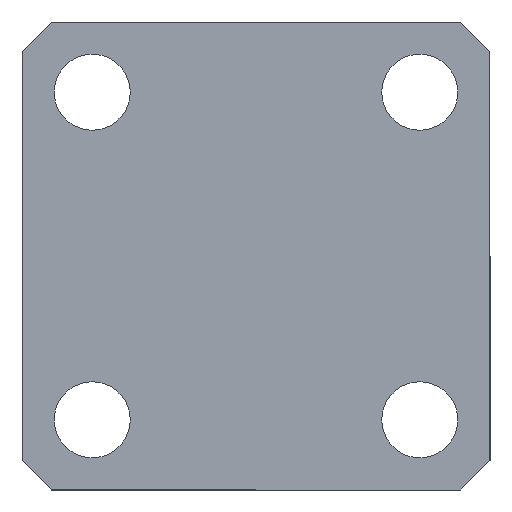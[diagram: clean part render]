
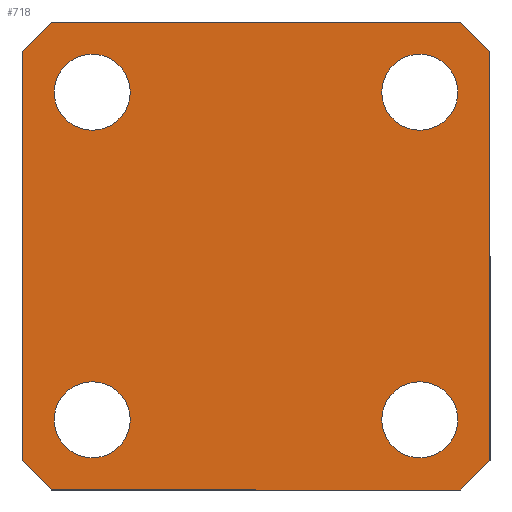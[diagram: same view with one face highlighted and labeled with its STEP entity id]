
A CAD part, front view. The second image highlights one B-rep face of the part: STEP entity #718.
In plain terms, the highlighted planar face has unit normal (0, -1, 0).
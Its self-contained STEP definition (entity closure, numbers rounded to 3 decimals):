
#9 = DIRECTION ( 'NONE',  ( 0.707, 0., -0.707 ) ) ;
#29 = FACE_BOUND ( 'NONE', #1228, .T. ) ;
#31 = CARTESIAN_POINT ( 'NONE',  ( -20., 0., -17.5 ) ) ;
#36 = VERTEX_POINT ( 'NONE', #1017 ) ;
#46 = VECTOR ( 'NONE', #1351, 1000. ) ;
#48 = ORIENTED_EDGE ( 'NONE', *, *, #649, .T. ) ;
#62 = CIRCLE ( 'NONE', #1727, 3.25 ) ;
#88 = LINE ( 'NONE', #1224, #939 ) ;
#92 = ORIENTED_EDGE ( 'NONE', *, *, #956, .F. ) ;
#105 = CARTESIAN_POINT ( 'NONE',  ( 17.5, 0., -20. ) ) ;
#110 = VERTEX_POINT ( 'NONE', #105 ) ;
#118 = CIRCLE ( 'NONE', #136, 3.25 ) ;
#121 = CARTESIAN_POINT ( 'NONE',  ( 20., 0., 17.5 ) ) ;
#122 = FACE_BOUND ( 'NONE', #1264, .T. ) ;
#136 = AXIS2_PLACEMENT_3D ( 'NONE', #1746, #879, #885 ) ;
#156 = FACE_BOUND ( 'NONE', #1404, .T. ) ;
#173 = VECTOR ( 'NONE', #9, 1000. ) ;
#178 = LINE ( 'NONE', #1416, #335 ) ;
#184 = CARTESIAN_POINT ( 'NONE',  ( -20., 0., 17.5 ) ) ;
#185 = VERTEX_POINT ( 'NONE', #1260 ) ;
#193 = DIRECTION ( 'NONE',  ( 0., 0., 1. ) ) ;
#197 = ORIENTED_EDGE ( 'NONE', *, *, #762, .F. ) ;
#199 = EDGE_CURVE ( 'NONE', #390, #1437, #486, .T. ) ;
#200 = FACE_BOUND ( 'NONE', #1385, .T. ) ;
#205 = DIRECTION ( 'NONE',  ( 0., 1., 0. ) ) ;
#208 = CARTESIAN_POINT ( 'NONE',  ( -14., 0., -14. ) ) ;
#213 = ORIENTED_EDGE ( 'NONE', *, *, #1034, .T. ) ;
#223 = ORIENTED_EDGE ( 'NONE', *, *, #199, .T. ) ;
#224 = DIRECTION ( 'NONE',  ( 0., 0., 1. ) ) ;
#230 = DIRECTION ( 'NONE',  ( 0., 1., 0. ) ) ;
#236 = CARTESIAN_POINT ( 'NONE',  ( -14., 0., -14. ) ) ;
#247 = LINE ( 'NONE', #1398, #46 ) ;
#252 = AXIS2_PLACEMENT_3D ( 'NONE', #755, #752, #747 ) ;
#256 = VERTEX_POINT ( 'NONE', #589 ) ;
#273 = CIRCLE ( 'NONE', #1084, 3.25 ) ;
#274 = CARTESIAN_POINT ( 'NONE',  ( -14., 0., 10.75 ) ) ;
#275 = EDGE_CURVE ( 'NONE', #513, #185, #1664, .T. ) ;
#288 = CIRCLE ( 'NONE', #592, 3.25 ) ;
#289 = AXIS2_PLACEMENT_3D ( 'NONE', #1297, #1293, #1290 ) ;
#290 = VECTOR ( 'NONE', #1115, 1000. ) ;
#326 = CARTESIAN_POINT ( 'NONE',  ( 14., 0., -14. ) ) ;
#335 = VECTOR ( 'NONE', #1409, 1000. ) ;
#339 = DIRECTION ( 'NONE',  ( 0., 1., 0. ) ) ;
#347 = DIRECTION ( 'NONE',  ( 0., 0., 1. ) ) ;
#359 = VECTOR ( 'NONE', #797, 1000. ) ;
#389 = ORIENTED_EDGE ( 'NONE', *, *, #1747, .T. ) ;
#390 = VERTEX_POINT ( 'NONE', #1024 ) ;
#467 = DIRECTION ( 'NONE',  ( 0., 0., 1. ) ) ;
#476 = DIRECTION ( 'NONE',  ( 0., 1., 0. ) ) ;
#483 = CARTESIAN_POINT ( 'NONE',  ( -14., 0., 14. ) ) ;
#486 = CIRCLE ( 'NONE', #1625, 3.25 ) ;
#513 = VERTEX_POINT ( 'NONE', #1780 ) ;
#532 = VERTEX_POINT ( 'NONE', #1743 ) ;
#541 = AXIS2_PLACEMENT_3D ( 'NONE', #236, #230, #224 ) ;
#549 = VERTEX_POINT ( 'NONE', #803 ) ;
#589 = CARTESIAN_POINT ( 'NONE',  ( 20., 0., -17.5 ) ) ;
#592 = AXIS2_PLACEMENT_3D ( 'NONE', #483, #476, #467 ) ;
#632 = CARTESIAN_POINT ( 'NONE',  ( 17.5, 0., -20. ) ) ;
#649 = EDGE_CURVE ( 'NONE', #36, #827, #273, .T. ) ;
#656 = DIRECTION ( 'NONE',  ( 0.707, 0., 0.707 ) ) ;
#662 = LINE ( 'NONE', #1110, #290 ) ;
#669 = VERTEX_POINT ( 'NONE', #1452 ) ;
#681 = EDGE_CURVE ( 'NONE', #549, #1156, #178, .T. ) ;
#709 = EDGE_CURVE ( 'NONE', #863, #1156, #247, .T. ) ;
#713 = CARTESIAN_POINT ( 'NONE',  ( 14., 0., 17.25 ) ) ;
#718 = ADVANCED_FACE ( 'NONE', ( #200, #122, #156, #29, #1787 ), #1316, .F. ) ;
#747 = DIRECTION ( 'NONE',  ( 0., 0., 1. ) ) ;
#752 = DIRECTION ( 'NONE',  ( 0., 1., 0. ) ) ;
#755 = CARTESIAN_POINT ( 'NONE',  ( 14., 0., 14. ) ) ;
#762 = EDGE_CURVE ( 'NONE', #863, #532, #88, .T. ) ;
#775 = LINE ( 'NONE', #875, #1491 ) ;
#776 = VERTEX_POINT ( 'NONE', #1251 ) ;
#797 = DIRECTION ( 'NONE',  ( -0.707, 0., 0.707 ) ) ;
#798 = CARTESIAN_POINT ( 'NONE',  ( 20., 0., 17.5 ) ) ;
#803 = CARTESIAN_POINT ( 'NONE',  ( -20., 0., -17.5 ) ) ;
#827 = VERTEX_POINT ( 'NONE', #1119 ) ;
#835 = EDGE_CURVE ( 'NONE', #1529, #256, #662, .T. ) ;
#863 = VERTEX_POINT ( 'NONE', #1036 ) ;
#867 = DIRECTION ( 'NONE',  ( -1., 0., 0. ) ) ;
#869 = ORIENTED_EDGE ( 'NONE', *, *, #275, .T. ) ;
#875 = CARTESIAN_POINT ( 'NONE',  ( 20., 0., -20. ) ) ;
#879 = DIRECTION ( 'NONE',  ( 0., 1., 0. ) ) ;
#885 = DIRECTION ( 'NONE',  ( 0., 0., 1. ) ) ;
#939 = VECTOR ( 'NONE', #1213, 1000. ) ;
#956 = EDGE_CURVE ( 'NONE', #110, #669, #775, .T. ) ;
#998 = EDGE_CURVE ( 'NONE', #1529, #532, #1445, .T. ) ;
#1017 = CARTESIAN_POINT ( 'NONE',  ( 14., 0., -17.25 ) ) ;
#1024 = CARTESIAN_POINT ( 'NONE',  ( -14., 0., 17.25 ) ) ;
#1034 = EDGE_CURVE ( 'NONE', #776, #1069, #1767, .T. ) ;
#1036 = CARTESIAN_POINT ( 'NONE',  ( -17.5, 0., 20. ) ) ;
#1057 = ORIENTED_EDGE ( 'NONE', *, *, #1655, .T. ) ;
#1069 = VERTEX_POINT ( 'NONE', #713 ) ;
#1070 = DIRECTION ( 'NONE',  ( 0., 0., 1. ) ) ;
#1075 = DIRECTION ( 'NONE',  ( 0., 1., 0. ) ) ;
#1082 = CARTESIAN_POINT ( 'NONE',  ( -14., 0., 14. ) ) ;
#1084 = AXIS2_PLACEMENT_3D ( 'NONE', #1556, #1548, #1546 ) ;
#1094 = EDGE_CURVE ( 'NONE', #110, #256, #1720, .T. ) ;
#1110 = CARTESIAN_POINT ( 'NONE',  ( 20., 0., 20. ) ) ;
#1115 = DIRECTION ( 'NONE',  ( 0., 0., -1. ) ) ;
#1119 = CARTESIAN_POINT ( 'NONE',  ( 14., 0., -10.75 ) ) ;
#1156 = VERTEX_POINT ( 'NONE', #184 ) ;
#1175 = EDGE_CURVE ( 'NONE', #549, #669, #1593, .T. ) ;
#1205 = ORIENTED_EDGE ( 'NONE', *, *, #998, .T. ) ;
#1213 = DIRECTION ( 'NONE',  ( 1., 0., 0. ) ) ;
#1224 = CARTESIAN_POINT ( 'NONE',  ( 20., 0., 20. ) ) ;
#1228 = EDGE_LOOP ( 'NONE', ( #1731, #869 ) ) ;
#1237 = ORIENTED_EDGE ( 'NONE', *, *, #1094, .T. ) ;
#1251 = CARTESIAN_POINT ( 'NONE',  ( 14., 0., 10.75 ) ) ;
#1260 = CARTESIAN_POINT ( 'NONE',  ( -14., 0., -10.75 ) ) ;
#1264 = EDGE_LOOP ( 'NONE', ( #389, #213 ) ) ;
#1290 = DIRECTION ( 'NONE',  ( 0., 0., 1. ) ) ;
#1293 = DIRECTION ( 'NONE',  ( 0., 1., 0. ) ) ;
#1297 = CARTESIAN_POINT ( 'NONE',  ( 0., 0., 0. ) ) ;
#1306 = VECTOR ( 'NONE', #656, 1000. ) ;
#1315 = EDGE_CURVE ( 'NONE', #1437, #390, #288, .T. ) ;
#1316 = PLANE ( 'NONE',  #289 ) ;
#1319 = AXIS2_PLACEMENT_3D ( 'NONE', #326, #339, #347 ) ;
#1351 = DIRECTION ( 'NONE',  ( -0.707, 0., -0.707 ) ) ;
#1352 = CIRCLE ( 'NONE', #1319, 3.25 ) ;
#1385 = EDGE_LOOP ( 'NONE', ( #223, #1582 ) ) ;
#1398 = CARTESIAN_POINT ( 'NONE',  ( -17.5, 0., 20. ) ) ;
#1404 = EDGE_LOOP ( 'NONE', ( #1057, #48 ) ) ;
#1409 = DIRECTION ( 'NONE',  ( 0., 0., 1. ) ) ;
#1416 = CARTESIAN_POINT ( 'NONE',  ( -20., 0., 20. ) ) ;
#1437 = VERTEX_POINT ( 'NONE', #274 ) ;
#1445 = LINE ( 'NONE', #798, #359 ) ;
#1452 = CARTESIAN_POINT ( 'NONE',  ( -17.5, 0., -20. ) ) ;
#1476 = EDGE_CURVE ( 'NONE', #185, #513, #62, .T. ) ;
#1478 = EDGE_LOOP ( 'NONE', ( #1578, #1687, #92, #1237, #1790, #1205, #197, #1674 ) ) ;
#1491 = VECTOR ( 'NONE', #867, 1000. ) ;
#1529 = VERTEX_POINT ( 'NONE', #121 ) ;
#1546 = DIRECTION ( 'NONE',  ( 0., 0., 1. ) ) ;
#1548 = DIRECTION ( 'NONE',  ( 0., 1., 0. ) ) ;
#1556 = CARTESIAN_POINT ( 'NONE',  ( 14., 0., -14. ) ) ;
#1578 = ORIENTED_EDGE ( 'NONE', *, *, #681, .F. ) ;
#1582 = ORIENTED_EDGE ( 'NONE', *, *, #1315, .T. ) ;
#1593 = LINE ( 'NONE', #31, #173 ) ;
#1625 = AXIS2_PLACEMENT_3D ( 'NONE', #1082, #1075, #1070 ) ;
#1655 = EDGE_CURVE ( 'NONE', #827, #36, #1352, .T. ) ;
#1664 = CIRCLE ( 'NONE', #541, 3.25 ) ;
#1674 = ORIENTED_EDGE ( 'NONE', *, *, #709, .T. ) ;
#1687 = ORIENTED_EDGE ( 'NONE', *, *, #1175, .T. ) ;
#1720 = LINE ( 'NONE', #632, #1306 ) ;
#1727 = AXIS2_PLACEMENT_3D ( 'NONE', #208, #205, #193 ) ;
#1731 = ORIENTED_EDGE ( 'NONE', *, *, #1476, .T. ) ;
#1743 = CARTESIAN_POINT ( 'NONE',  ( 17.5, 0., 20. ) ) ;
#1746 = CARTESIAN_POINT ( 'NONE',  ( 14., 0., 14. ) ) ;
#1747 = EDGE_CURVE ( 'NONE', #1069, #776, #118, .T. ) ;
#1767 = CIRCLE ( 'NONE', #252, 3.25 ) ;
#1780 = CARTESIAN_POINT ( 'NONE',  ( -14., 0., -17.25 ) ) ;
#1787 = FACE_OUTER_BOUND ( 'NONE', #1478, .T. ) ;
#1790 = ORIENTED_EDGE ( 'NONE', *, *, #835, .F. ) ;
